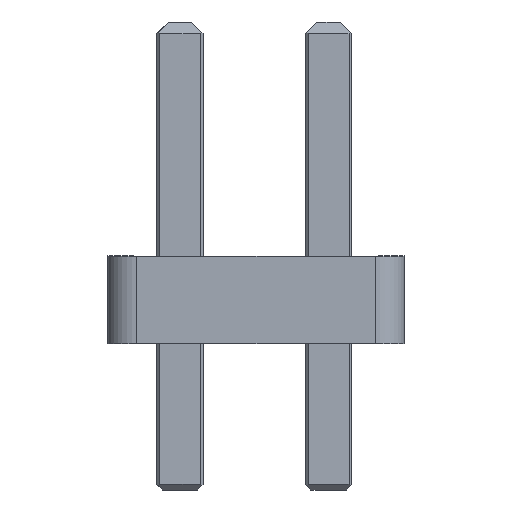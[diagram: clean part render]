
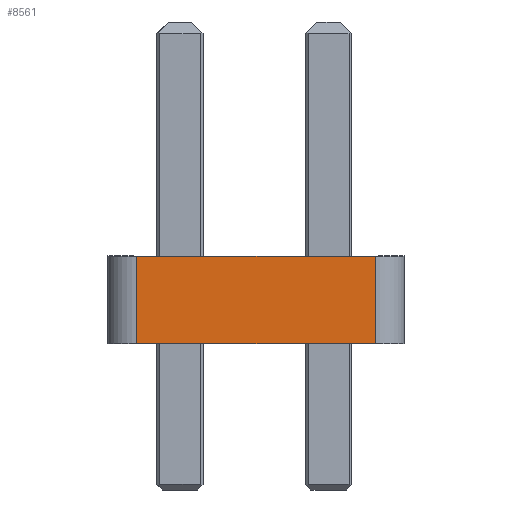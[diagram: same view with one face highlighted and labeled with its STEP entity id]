
A CAD part, left-side view. The second image highlights one B-rep face of the part: STEP entity #8561.
In plain terms, the highlighted planar face has unit normal (-1, 0, 0).
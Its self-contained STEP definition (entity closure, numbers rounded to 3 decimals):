
#623=FACE_OUTER_BOUND('',#1091,.T.);
#1091=EDGE_LOOP('',(#7579,#7580,#7581,#7582));
#2174=LINE('',#13660,#3290);
#2175=LINE('',#13665,#3291);
#2176=LINE('',#13668,#3292);
#2177=LINE('',#13669,#3293);
#3290=VECTOR('',#11225,10.);
#3291=VECTOR('',#11232,10.);
#3292=VECTOR('',#11235,10.);
#3293=VECTOR('',#11236,10.);
#4100=VERTEX_POINT('',#13657);
#4101=VERTEX_POINT('',#13659);
#4102=VERTEX_POINT('',#13663);
#4103=VERTEX_POINT('',#13667);
#5266=EDGE_CURVE('',#4101,#4100,#2174,.T.);
#5269=EDGE_CURVE('',#4101,#4102,#2175,.T.);
#5270=EDGE_CURVE('',#4103,#4100,#2176,.T.);
#5271=EDGE_CURVE('',#4102,#4103,#2177,.T.);
#7579=ORIENTED_EDGE('',*,*,#5269,.F.);
#7580=ORIENTED_EDGE('',*,*,#5266,.T.);
#7581=ORIENTED_EDGE('',*,*,#5270,.F.);
#7582=ORIENTED_EDGE('',*,*,#5271,.F.);
#8104=PLANE('',#9131);
#8561=ADVANCED_FACE('',(#623),#8104,.T.);
#9131=AXIS2_PLACEMENT_3D('',#13666,#11233,#11234);
#11225=DIRECTION('',(0.,-1.,0.));
#11232=DIRECTION('',(0.,0.,1.));
#11233=DIRECTION('center_axis',(-1.,0.,0.));
#11234=DIRECTION('ref_axis',(0.,0.,1.));
#11235=DIRECTION('',(0.,0.,-1.));
#11236=DIRECTION('',(0.,-1.,0.));
#13657=CARTESIAN_POINT('',(-11.43,-2.04,0.));
#13659=CARTESIAN_POINT('',(-11.43,2.04,0.));
#13660=CARTESIAN_POINT('',(-11.43,2.04,0.));
#13663=CARTESIAN_POINT('',(-11.43,2.04,1.5));
#13665=CARTESIAN_POINT('',(-11.43,2.04,0.));
#13666=CARTESIAN_POINT('Origin',(-11.43,0.,-0.01));
#13667=CARTESIAN_POINT('',(-11.43,-2.04,1.5));
#13668=CARTESIAN_POINT('',(-11.43,-2.04,1.5));
#13669=CARTESIAN_POINT('',(-11.43,2.04,1.5));
